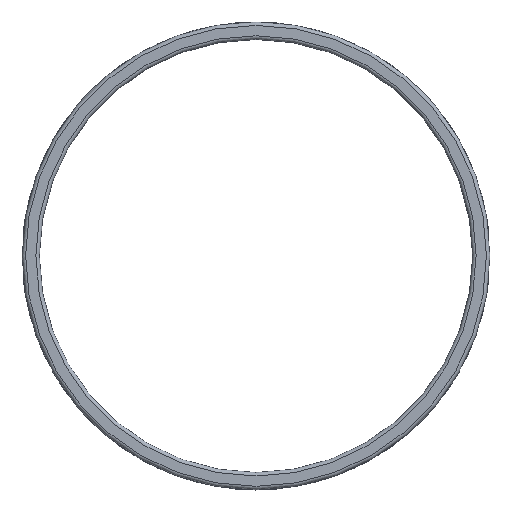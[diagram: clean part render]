
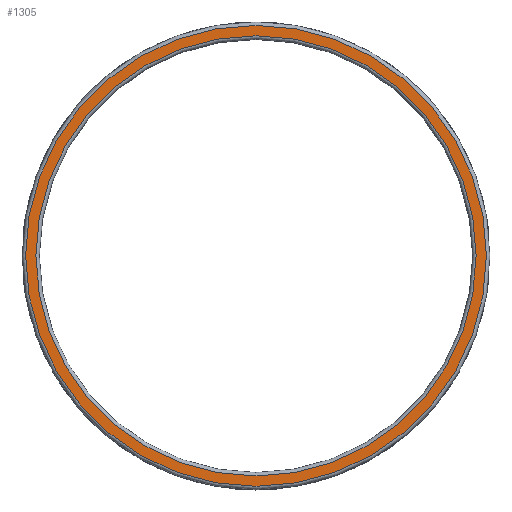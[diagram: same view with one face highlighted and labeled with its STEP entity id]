
A CAD part, top view. The second image highlights one B-rep face of the part: STEP entity #1305.
In plain terms, the highlighted planar face has unit normal (0, 0, 1).
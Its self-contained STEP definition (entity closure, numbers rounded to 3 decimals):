
#306 = TOROIDAL_SURFACE('',#307,127.,2.);
#307 = AXIS2_PLACEMENT_3D('',#308,#309,#310);
#308 = CARTESIAN_POINT('',(0.,0.,38.));
#309 = DIRECTION('',(0.,0.,-1.));
#310 = DIRECTION('',(1.,0.,0.));
#1127 = VERTEX_POINT('',#1128);
#1128 = CARTESIAN_POINT('',(127.,0.,40.));
#1150 = EDGE_CURVE('',#1127,#1127,#1151,.T.);
#1151 = SURFACE_CURVE('',#1152,(#1157,#1164),.PCURVE_S1.);
#1152 = CIRCLE('',#1153,127.);
#1153 = AXIS2_PLACEMENT_3D('',#1154,#1155,#1156);
#1154 = CARTESIAN_POINT('',(0.,0.,40.));
#1155 = DIRECTION('',(0.,0.,1.));
#1156 = DIRECTION('',(1.,0.,0.));
#1157 = PCURVE('',#306,#1158);
#1158 = DEFINITIONAL_REPRESENTATION('',(#1159),#1163);
#1159 = LINE('',#1160,#1161);
#1160 = CARTESIAN_POINT('',(0.,4.712));
#1161 = VECTOR('',#1162,1.);
#1162 = DIRECTION('',(-1.,0.));
#1163 = ( GEOMETRIC_REPRESENTATION_CONTEXT(2) 
PARAMETRIC_REPRESENTATION_CONTEXT() REPRESENTATION_CONTEXT('2D SPACE',''
  ) );
#1164 = PCURVE('',#1165,#1170);
#1165 = PLANE('',#1166);
#1166 = AXIS2_PLACEMENT_3D('',#1167,#1168,#1169);
#1167 = CARTESIAN_POINT('',(0.,0.,40.));
#1168 = DIRECTION('',(0.,0.,1.));
#1169 = DIRECTION('',(1.,0.,0.));
#1170 = DEFINITIONAL_REPRESENTATION('',(#1171),#1175);
#1171 = CIRCLE('',#1172,127.);
#1172 = AXIS2_PLACEMENT_2D('',#1173,#1174);
#1173 = CARTESIAN_POINT('',(0.,0.));
#1174 = DIRECTION('',(1.,0.));
#1175 = ( GEOMETRIC_REPRESENTATION_CONTEXT(2) 
PARAMETRIC_REPRESENTATION_CONTEXT() REPRESENTATION_CONTEXT('2D SPACE',''
  ) );
#1305 = ADVANCED_FACE('',(#1306,#1309),#1165,.T.);
#1306 = FACE_BOUND('',#1307,.T.);
#1307 = EDGE_LOOP('',(#1308));
#1308 = ORIENTED_EDGE('',*,*,#1150,.F.);
#1309 = FACE_BOUND('',#1310,.T.);
#1310 = EDGE_LOOP('',(#1311));
#1311 = ORIENTED_EDGE('',*,*,#1312,.T.);
#1312 = EDGE_CURVE('',#1313,#1313,#1315,.T.);
#1313 = VERTEX_POINT('',#1314);
#1314 = CARTESIAN_POINT('',(132.952,0.,40.));
#1315 = SURFACE_CURVE('',#1316,(#1321,#1328),.PCURVE_S1.);
#1316 = CIRCLE('',#1317,132.952);
#1317 = AXIS2_PLACEMENT_3D('',#1318,#1319,#1320);
#1318 = CARTESIAN_POINT('',(0.,0.,40.));
#1319 = DIRECTION('',(0.,0.,1.));
#1320 = DIRECTION('',(1.,0.,0.));
#1321 = PCURVE('',#1165,#1322);
#1322 = DEFINITIONAL_REPRESENTATION('',(#1323),#1327);
#1323 = CIRCLE('',#1324,132.952);
#1324 = AXIS2_PLACEMENT_2D('',#1325,#1326);
#1325 = CARTESIAN_POINT('',(0.,0.));
#1326 = DIRECTION('',(1.,0.));
#1327 = ( GEOMETRIC_REPRESENTATION_CONTEXT(2) 
PARAMETRIC_REPRESENTATION_CONTEXT() REPRESENTATION_CONTEXT('2D SPACE',''
  ) );
#1328 = PCURVE('',#1329,#1334);
#1329 = TOROIDAL_SURFACE('',#1330,132.952,2.);
#1330 = AXIS2_PLACEMENT_3D('',#1331,#1332,#1333);
#1331 = CARTESIAN_POINT('',(0.,0.,38.));
#1332 = DIRECTION('',(0.,0.,-1.));
#1333 = DIRECTION('',(1.,0.,0.));
#1334 = DEFINITIONAL_REPRESENTATION('',(#1335),#1339);
#1335 = LINE('',#1336,#1337);
#1336 = CARTESIAN_POINT('',(0.,4.712));
#1337 = VECTOR('',#1338,1.);
#1338 = DIRECTION('',(-1.,0.));
#1339 = ( GEOMETRIC_REPRESENTATION_CONTEXT(2) 
PARAMETRIC_REPRESENTATION_CONTEXT() REPRESENTATION_CONTEXT('2D SPACE',''
  ) );
